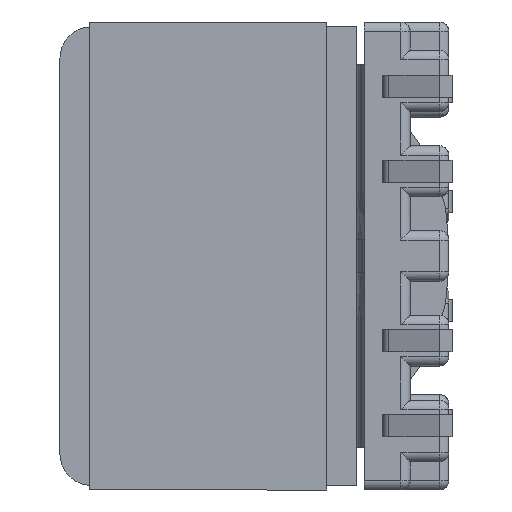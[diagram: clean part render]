
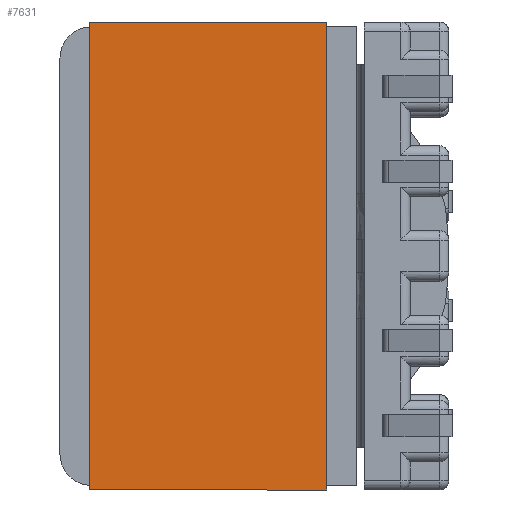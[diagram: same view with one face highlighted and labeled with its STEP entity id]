
A CAD part, left-side view. The second image highlights one B-rep face of the part: STEP entity #7631.
In plain terms, the highlighted face is planar.
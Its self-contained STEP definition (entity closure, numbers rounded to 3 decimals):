
#1308 = ORIENTED_EDGE ( 'NONE', *, *, #13840, .F. ) ;
#1654 = EDGE_CURVE ( 'NONE', #11282, #14466, #5721, .T. ) ;
#2047 = VECTOR ( 'NONE', #14201, 1000. ) ;
#2167 = CARTESIAN_POINT ( 'NONE',  ( 13.51, -14.85, 0. ) ) ;
#3171 = VECTOR ( 'NONE', #5410, 1000. ) ;
#4362 = DIRECTION ( 'NONE',  ( 0., 0., 1. ) ) ;
#5180 = PLANE ( 'NONE',  #13911 ) ;
#5410 = DIRECTION ( 'NONE',  ( 0., 1., 0. ) ) ;
#5666 = EDGE_LOOP ( 'NONE', ( #1308, #13536, #5981, #5745 ) ) ;
#5721 = LINE ( 'NONE', #12459, #3171 ) ;
#5745 = ORIENTED_EDGE ( 'NONE', *, *, #6519, .T. ) ;
#5981 = ORIENTED_EDGE ( 'NONE', *, *, #1654, .T. ) ;
#5982 = CARTESIAN_POINT ( 'NONE',  ( 13.51, 0.15, -7.62 ) ) ;
#6189 = VECTOR ( 'NONE', #4362, 1000. ) ;
#6195 = EDGE_CURVE ( 'NONE', #11282, #8731, #9696, .T. ) ;
#6388 = VERTEX_POINT ( 'NONE', #13319 ) ;
#6519 = EDGE_CURVE ( 'NONE', #14466, #6388, #9299, .T. ) ;
#6890 = CARTESIAN_POINT ( 'NONE',  ( 13.51, 0.15, 0. ) ) ;
#7498 = CARTESIAN_POINT ( 'NONE',  ( 13.51, -14.85, -7.62 ) ) ;
#7631 = ADVANCED_FACE ( 'NONE', ( #13955 ), #5180, .T. ) ;
#8731 = VERTEX_POINT ( 'NONE', #2167 ) ;
#9299 = LINE ( 'NONE', #10136, #6189 ) ;
#9696 = LINE ( 'NONE', #13027, #2047 ) ;
#10037 = LINE ( 'NONE', #6890, #11990 ) ;
#10136 = CARTESIAN_POINT ( 'NONE',  ( 13.51, 0.15, -7.62 ) ) ;
#10327 = DIRECTION ( 'NONE',  ( 0., 1., 0. ) ) ;
#11282 = VERTEX_POINT ( 'NONE', #7498 ) ;
#11576 = DIRECTION ( 'NONE',  ( 0., 1., 0. ) ) ;
#11990 = VECTOR ( 'NONE', #10327, 1000. ) ;
#12459 = CARTESIAN_POINT ( 'NONE',  ( 13.51, 0.15, -7.62 ) ) ;
#13027 = CARTESIAN_POINT ( 'NONE',  ( 13.51, -14.85, -7.62 ) ) ;
#13319 = CARTESIAN_POINT ( 'NONE',  ( 13.51, 0.15, 0. ) ) ;
#13536 = ORIENTED_EDGE ( 'NONE', *, *, #6195, .F. ) ;
#13683 = DIRECTION ( 'NONE',  ( 1., 0., 0. ) ) ;
#13825 = CARTESIAN_POINT ( 'NONE',  ( 13.51, 0.15, -7.62 ) ) ;
#13840 = EDGE_CURVE ( 'NONE', #8731, #6388, #10037, .T. ) ;
#13911 = AXIS2_PLACEMENT_3D ( 'NONE', #13825, #13683, #11576 ) ;
#13955 = FACE_OUTER_BOUND ( 'NONE', #5666, .T. ) ;
#14201 = DIRECTION ( 'NONE',  ( 0., 0., 1. ) ) ;
#14466 = VERTEX_POINT ( 'NONE', #5982 ) ;
